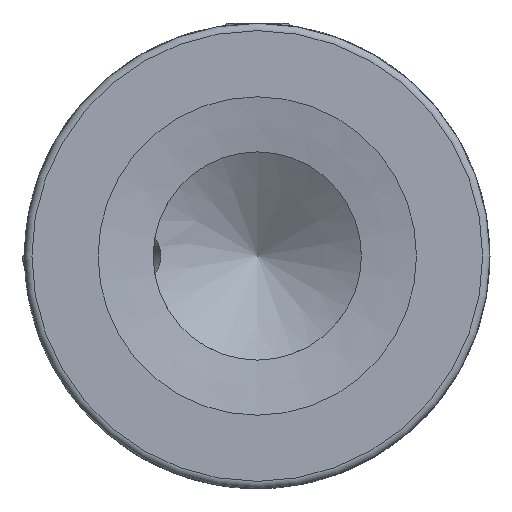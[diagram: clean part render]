
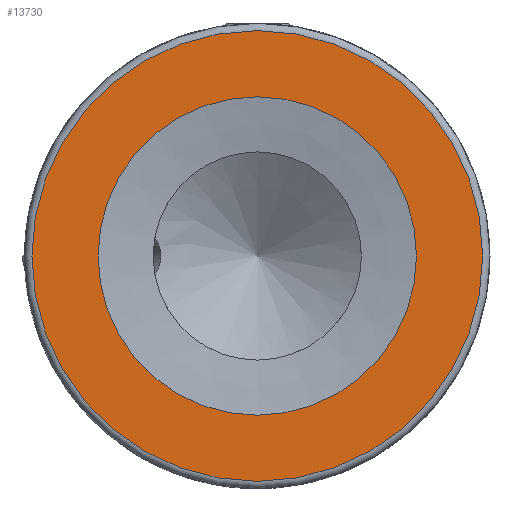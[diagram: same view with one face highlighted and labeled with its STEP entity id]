
A CAD part, left-side view. The second image highlights one B-rep face of the part: STEP entity #13730.
In plain terms, the highlighted planar face has unit normal (-1, 0, 0).
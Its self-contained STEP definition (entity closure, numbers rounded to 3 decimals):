
#719 = DIRECTION ( 'NONE',  ( -1., 0., 0. ) ) ;
#810 = CIRCLE ( 'NONE', #1815, 6.5 ) ;
#1020 = ORIENTED_EDGE ( 'NONE', *, *, #15406, .T. ) ;
#1347 = EDGE_CURVE ( 'NONE', #5982, #5982, #810, .T. ) ;
#1815 = AXIS2_PLACEMENT_3D ( 'NONE', #20940, #16214, #19399 ) ;
#2010 = EDGE_LOOP ( 'NONE', ( #1020 ) ) ;
#2812 = CIRCLE ( 'NONE', #10648, 9.2 ) ;
#4452 = CARTESIAN_POINT ( 'NONE',  ( -17., 6.5, 0. ) ) ;
#4873 = CARTESIAN_POINT ( 'NONE',  ( -17., 0., 6.5 ) ) ;
#5968 = DIRECTION ( 'NONE',  ( 1., 0., 0. ) ) ;
#5982 = VERTEX_POINT ( 'NONE', #4873 ) ;
#6534 = FACE_BOUND ( 'NONE', #18743, .T. ) ;
#7184 = ORIENTED_EDGE ( 'NONE', *, *, #1347, .F. ) ;
#7199 = AXIS2_PLACEMENT_3D ( 'NONE', #4452, #5968, #14204 ) ;
#7310 = FACE_OUTER_BOUND ( 'NONE', #2010, .T. ) ;
#8303 = VERTEX_POINT ( 'NONE', #15113 ) ;
#8968 = CARTESIAN_POINT ( 'NONE',  ( -17., 0., 0. ) ) ;
#10648 = AXIS2_PLACEMENT_3D ( 'NONE', #8968, #719, #13957 ) ;
#12536 = PLANE ( 'NONE',  #7199 ) ;
#13730 = ADVANCED_FACE ( 'NONE', ( #6534, #7310 ), #12536, .F. ) ;
#13957 = DIRECTION ( 'NONE',  ( 0., 0., 1. ) ) ;
#14204 = DIRECTION ( 'NONE',  ( 0., 0., -1. ) ) ;
#15113 = CARTESIAN_POINT ( 'NONE',  ( -17., 0., 9.2 ) ) ;
#15406 = EDGE_CURVE ( 'NONE', #8303, #8303, #2812, .T. ) ;
#16214 = DIRECTION ( 'NONE',  ( -1., 0., 0. ) ) ;
#18743 = EDGE_LOOP ( 'NONE', ( #7184 ) ) ;
#19399 = DIRECTION ( 'NONE',  ( 0., 0., 1. ) ) ;
#20940 = CARTESIAN_POINT ( 'NONE',  ( -17., 0., 0. ) ) ;
